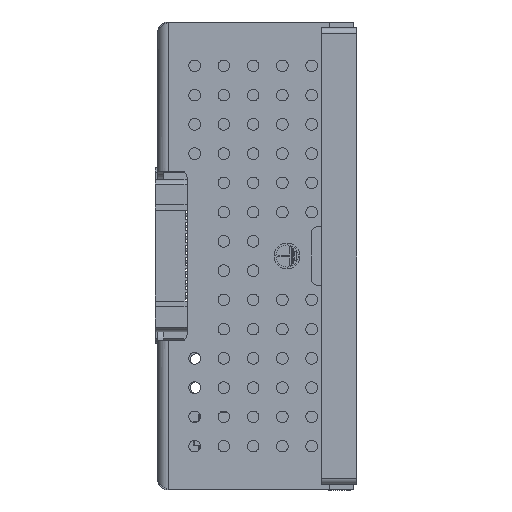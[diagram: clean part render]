
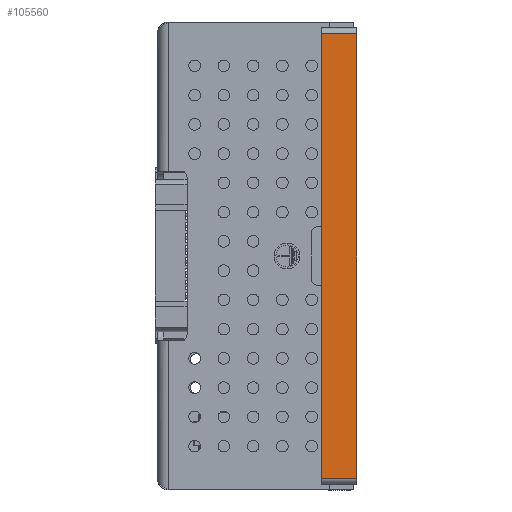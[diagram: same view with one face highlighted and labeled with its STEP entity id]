
A CAD part, left-side view. The second image highlights one B-rep face of the part: STEP entity #105560.
In plain terms, the highlighted planar face has unit normal (-1, 0, 0).
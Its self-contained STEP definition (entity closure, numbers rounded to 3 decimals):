
#8883 = DIRECTION ( 'NONE',  ( 0., 0., -1. ) ) ;
#11345 = VECTOR ( 'NONE', #17128, 1000. ) ;
#15072 = CARTESIAN_POINT ( 'NONE',  ( -45.5, 38., 6. ) ) ;
#17128 = DIRECTION ( 'NONE',  ( 0., 0., 1. ) ) ;
#18382 = CARTESIAN_POINT ( 'NONE',  ( -45.5, -39., 6. ) ) ;
#19978 = ORIENTED_EDGE ( 'NONE', *, *, #53170, .T. ) ;
#28508 = FACE_OUTER_BOUND ( 'NONE', #57856, .T. ) ;
#31986 = ORIENTED_EDGE ( 'NONE', *, *, #40657, .F. ) ;
#33712 = DIRECTION ( 'NONE',  ( 0., -1., 0. ) ) ;
#35711 = VERTEX_POINT ( 'NONE', #114185 ) ;
#36192 = CARTESIAN_POINT ( 'NONE',  ( -45.5, 38., 6. ) ) ;
#40119 = CARTESIAN_POINT ( 'NONE',  ( -45.5, -39., 6. ) ) ;
#40657 = EDGE_CURVE ( 'NONE', #83902, #79295, #78145, .T. ) ;
#41926 = EDGE_CURVE ( 'NONE', #58680, #35711, #73012, .T. ) ;
#42095 = VECTOR ( 'NONE', #74874, 1000. ) ;
#45215 = ORIENTED_EDGE ( 'NONE', *, *, #41926, .T. ) ;
#51249 = AXIS2_PLACEMENT_3D ( 'NONE', #18382, #95698, #8883 ) ;
#53170 = EDGE_CURVE ( 'NONE', #35711, #79295, #103953, .T. ) ;
#54013 = LINE ( 'NONE', #36192, #42095 ) ;
#57856 = EDGE_LOOP ( 'NONE', ( #45215, #19978, #31986, #58220 ) ) ;
#58220 = ORIENTED_EDGE ( 'NONE', *, *, #116587, .T. ) ;
#58680 = VERTEX_POINT ( 'NONE', #101645 ) ;
#63523 = CARTESIAN_POINT ( 'NONE',  ( -45.5, -39., 0. ) ) ;
#73012 = LINE ( 'NONE', #63523, #110526 ) ;
#74230 = CARTESIAN_POINT ( 'NONE',  ( -45.5, -38., 6. ) ) ;
#74874 = DIRECTION ( 'NONE',  ( 0., 0., -1. ) ) ;
#78145 = LINE ( 'NONE', #40119, #122820 ) ;
#79295 = VERTEX_POINT ( 'NONE', #98768 ) ;
#83714 = PLANE ( 'NONE',  #51249 ) ;
#83902 = VERTEX_POINT ( 'NONE', #15072 ) ;
#95698 = DIRECTION ( 'NONE',  ( 1., 0., 0. ) ) ;
#98768 = CARTESIAN_POINT ( 'NONE',  ( -45.5, -38., 6. ) ) ;
#101645 = CARTESIAN_POINT ( 'NONE',  ( -45.5, 38., 0. ) ) ;
#103953 = LINE ( 'NONE', #74230, #11345 ) ;
#105560 = ADVANCED_FACE ( 'NONE', ( #28508 ), #83714, .F. ) ;
#107882 = DIRECTION ( 'NONE',  ( 0., -1., 0. ) ) ;
#110526 = VECTOR ( 'NONE', #33712, 1000. ) ;
#114185 = CARTESIAN_POINT ( 'NONE',  ( -45.5, -38., 0. ) ) ;
#116587 = EDGE_CURVE ( 'NONE', #83902, #58680, #54013, .T. ) ;
#122820 = VECTOR ( 'NONE', #107882, 1000. ) ;
